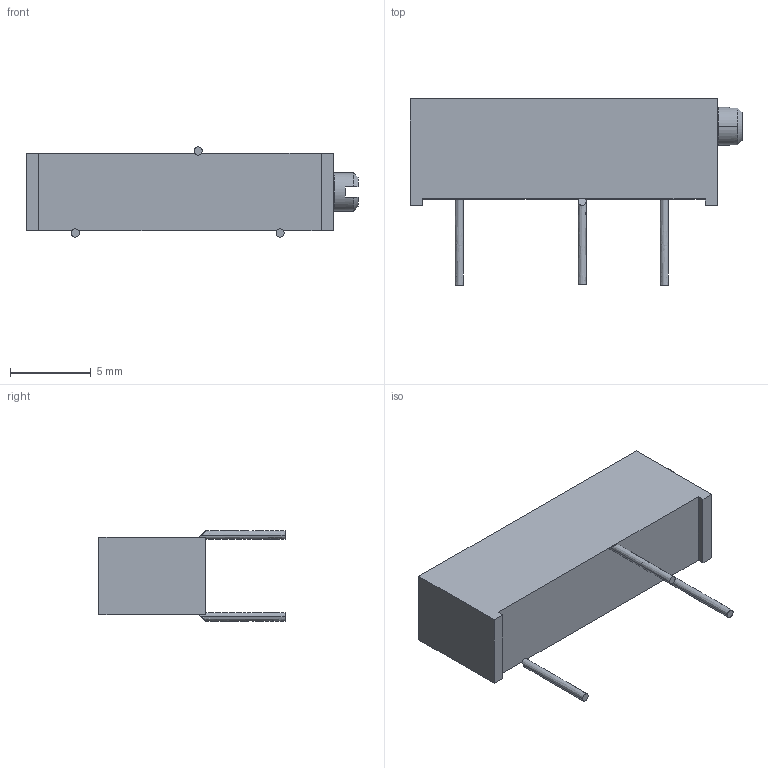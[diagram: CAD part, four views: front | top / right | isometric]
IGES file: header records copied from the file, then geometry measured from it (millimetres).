
Start section:  PTC IGES file: 3006w.igs
Global section: file name: 3006w.igs; native system: Creo Parametric by Parametric Technology Corporation; preprocessor: 2012230; author: maxm; organization: Unknown; date: 20130801.143523; units: inch
Bounding box: 20.57 x 11.53 x 5.59 mm (x, y, z)
Surface area: 530.4 mm2 (no closed solid volume)
Topology: 0 solids, 0 shells, 39 faces, 192 edges, 192 vertices
Faces by surface type: bspline 23, revolution 16
